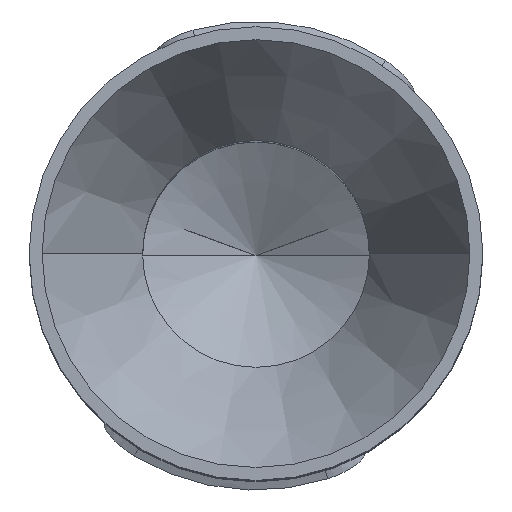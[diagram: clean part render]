
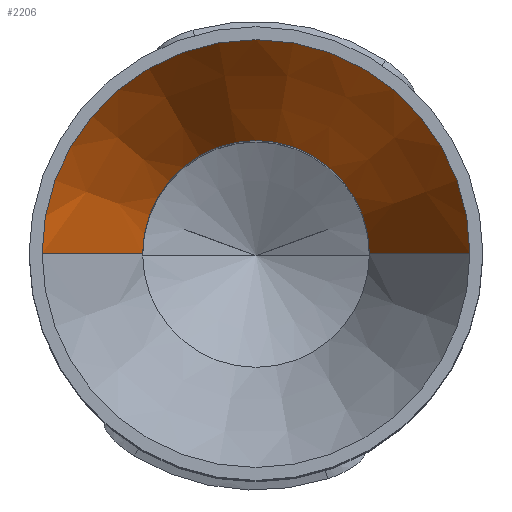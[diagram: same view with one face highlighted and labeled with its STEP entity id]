
A CAD part, top view. The second image highlights one B-rep face of the part: STEP entity #2206.
In plain terms, the highlighted conical face has half-angle 29.22 degrees and reference radius 1.262 mm.
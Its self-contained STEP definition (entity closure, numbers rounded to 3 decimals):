
#1=CARTESIAN_POINT('',(0.,0.,9.473));
#2=DIRECTION('',(0.,0.,-1.));
#3=DIRECTION('',(-1.,0.,0.));
#4=AXIS2_PLACEMENT_3D('',#1,#2,#3);
#6=DIRECTION('',(0.488,0.,-0.873));
#7=VECTOR('',#6,1.588);
#8=CARTESIAN_POINT('',(-1.65,0.,9.473));
#9=LINE('',#8,#7);
#10=DIRECTION('',(-0.488,0.,-0.873));
#11=VECTOR('',#10,1.588);
#12=CARTESIAN_POINT('',(1.65,0.,9.473));
#13=LINE('',#12,#11);
#68=CARTESIAN_POINT('',(0.,0.,8.087));
#69=DIRECTION('',(0.,0.,-1.));
#70=DIRECTION('',(-1.,0.,0.));
#71=AXIS2_PLACEMENT_3D('',#68,#69,#70);
#1905=CARTESIAN_POINT('',(-1.65,0.,9.473));
#1906=CARTESIAN_POINT('',(-0.875,0.,8.087));
#1907=VERTEX_POINT('',#1905);
#1908=VERTEX_POINT('',#1906);
#1919=CARTESIAN_POINT('',(1.65,0.,9.473));
#1920=CARTESIAN_POINT('',(0.875,0.,8.087));
#1921=VERTEX_POINT('',#1919);
#1922=VERTEX_POINT('',#1920);
#2191=CARTESIAN_POINT('',(0.,0.,8.78));
#2192=DIRECTION('',(0.,0.,1.));
#2193=DIRECTION('',(-1.,0.,0.));
#2194=AXIS2_PLACEMENT_3D('',#2191,#2192,#2193);
#2195=CONICAL_SURFACE('',#2194,1.262,29.22);
#2197=ORIENTED_EDGE('',*,*,#2196,.F.);
#2199=ORIENTED_EDGE('',*,*,#2198,.T.);
#2201=ORIENTED_EDGE('',*,*,#2200,.T.);
#2203=ORIENTED_EDGE('',*,*,#2202,.F.);
#2204=EDGE_LOOP('',(#2197,#2199,#2201,#2203));
#2205=FACE_OUTER_BOUND('',#2204,.F.);
#2206=ADVANCED_FACE('',(#2205),#2195,.F.);
#5=CIRCLE('',#4,1.65);
#72=CIRCLE('',#71,0.875);
#2196=EDGE_CURVE('',#1907,#1908,#9,.T.);
#2198=EDGE_CURVE('',#1907,#1921,#5,.T.);
#2200=EDGE_CURVE('',#1921,#1922,#13,.T.);
#2202=EDGE_CURVE('',#1908,#1922,#72,.T.);
